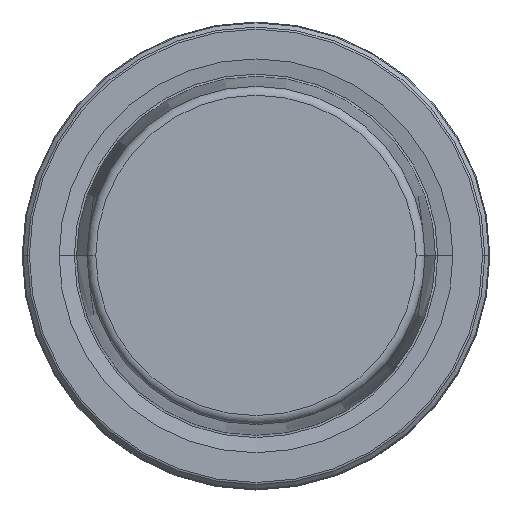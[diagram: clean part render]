
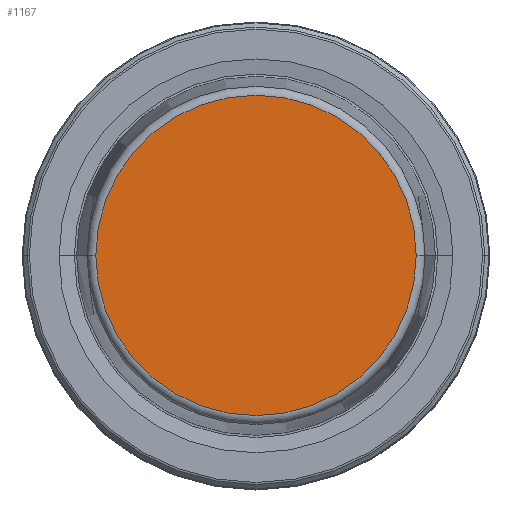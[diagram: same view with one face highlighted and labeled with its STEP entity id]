
A CAD part, top view. The second image highlights one B-rep face of the part: STEP entity #1167.
In plain terms, the highlighted planar face has unit normal (0, 0, 1).
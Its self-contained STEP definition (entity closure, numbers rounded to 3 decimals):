
#77 = EDGE_CURVE ( 'NONE', #946, #1239, #995, .T. ) ;
#126 = CIRCLE ( 'NONE', #974, 21.581 ) ;
#180 = DIRECTION ( 'NONE',  ( 0., 0., 1. ) ) ;
#199 = AXIS2_PLACEMENT_3D ( 'NONE', #972, #180, #795 ) ;
#258 = DIRECTION ( 'NONE',  ( -1., 0., 0. ) ) ;
#301 = CARTESIAN_POINT ( 'NONE',  ( -21.581, 0., 31.9 ) ) ;
#354 = PLANE ( 'NONE',  #691 ) ;
#437 = FACE_OUTER_BOUND ( 'NONE', #1023, .T. ) ;
#519 = CARTESIAN_POINT ( 'NONE',  ( 0., 0., 31.9 ) ) ;
#549 = DIRECTION ( 'NONE',  ( 0., 0., -1. ) ) ;
#691 = AXIS2_PLACEMENT_3D ( 'NONE', #1024, #549, #258 ) ;
#795 = DIRECTION ( 'NONE',  ( 1., 0., 0. ) ) ;
#852 = DIRECTION ( 'NONE',  ( 1., 0., 0. ) ) ;
#854 = ORIENTED_EDGE ( 'NONE', *, *, #1020, .T. ) ;
#920 = CARTESIAN_POINT ( 'NONE',  ( 21.581, 0., 31.9 ) ) ;
#946 = VERTEX_POINT ( 'NONE', #920 ) ;
#953 = ORIENTED_EDGE ( 'NONE', *, *, #77, .T. ) ;
#972 = CARTESIAN_POINT ( 'NONE',  ( 0., 0., 31.9 ) ) ;
#974 = AXIS2_PLACEMENT_3D ( 'NONE', #519, #1067, #852 ) ;
#995 = CIRCLE ( 'NONE', #199, 21.581 ) ;
#1020 = EDGE_CURVE ( 'NONE', #1239, #946, #126, .T. ) ;
#1023 = EDGE_LOOP ( 'NONE', ( #953, #854 ) ) ;
#1024 = CARTESIAN_POINT ( 'NONE',  ( 0., 0., 31.9 ) ) ;
#1067 = DIRECTION ( 'NONE',  ( 0., 0., 1. ) ) ;
#1167 = ADVANCED_FACE ( 'NONE', ( #437 ), #354, .F. ) ;
#1239 = VERTEX_POINT ( 'NONE', #301 ) ;
